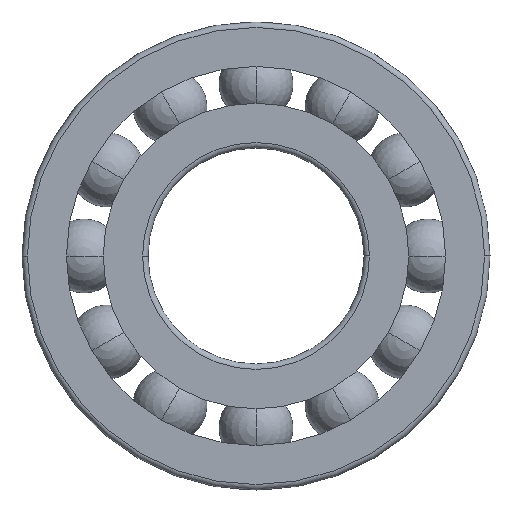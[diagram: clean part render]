
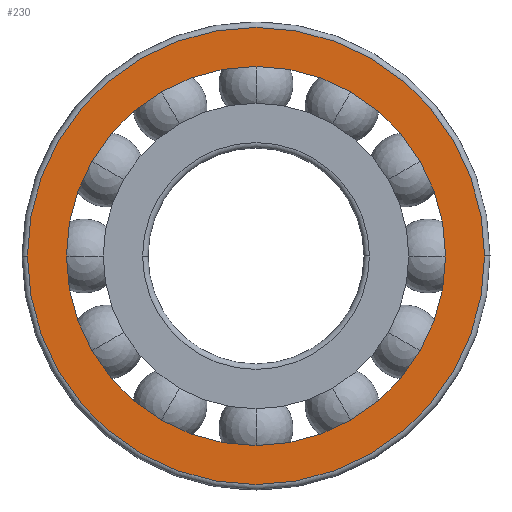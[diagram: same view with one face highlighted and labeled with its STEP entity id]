
A CAD part, left-side view. The second image highlights one B-rep face of the part: STEP entity #230.
In plain terms, the highlighted planar face has unit normal (-1, 0, 0).
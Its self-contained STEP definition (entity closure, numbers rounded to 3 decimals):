
#230=ADVANCED_FACE('',(#483,#484),#485,.T.);
#483=FACE_OUTER_BOUND('',#780,.T.);
#484=FACE_BOUND('',#781,.T.);
#485=PLANE('',#782);
#780=EDGE_LOOP('',(#1333,#1334));
#781=EDGE_LOOP('',(#1335,#1336));
#782=AXIS2_PLACEMENT_3D('',#1337,#1338,#1339);
#1333=ORIENTED_EDGE('',*,*,#1613,.F.);
#1334=ORIENTED_EDGE('',*,*,#1665,.F.);
#1335=ORIENTED_EDGE('',*,*,#1672,.T.);
#1336=ORIENTED_EDGE('',*,*,#1582,.T.);
#1337=CARTESIAN_POINT('',(0.0,0.,116.15));
#1338=DIRECTION('',(-1.0,-0.0,0.0));
#1339=DIRECTION('',(0.0,0.0,1.0));
#1582=EDGE_CURVE('',#1870,#1867,#1871,.T.);
#1613=EDGE_CURVE('',#1920,#1923,#1924,.T.);
#1665=EDGE_CURVE('',#1923,#1920,#1995,.T.);
#1672=EDGE_CURVE('',#1867,#1870,#2002,.T.);
#1867=VERTEX_POINT('',#2229);
#1870=VERTEX_POINT('',#2233);
#1871=CIRCLE('',#2234,105.3);
#1920=VERTEX_POINT('',#2335);
#1923=VERTEX_POINT('',#2338);
#1924=CIRCLE('',#2339,127.0);
#1995=CIRCLE('',#2507,127.0);
#2002=CIRCLE('',#2514,105.3);
#2229=CARTESIAN_POINT('',(0.0,0.,105.3));
#2233=CARTESIAN_POINT('',(0.0,0.,-105.3));
#2234=AXIS2_PLACEMENT_3D('',#2783,#2784,#2785);
#2335=CARTESIAN_POINT('',(0.0,127.0,0.));
#2338=CARTESIAN_POINT('',(0.0,-127.0,0.));
#2339=AXIS2_PLACEMENT_3D('',#2838,#2839,#2840);
#2507=AXIS2_PLACEMENT_3D('',#2905,#2906,#2907);
#2514=AXIS2_PLACEMENT_3D('',#2911,#2912,#2913);
#2783=CARTESIAN_POINT('',(0.0,0.0,0.0));
#2784=DIRECTION('',(1.0,0.0,-0.0));
#2785=DIRECTION('',(0.0,0.,1.0));
#2838=CARTESIAN_POINT('',(0.0,0.0,0.0));
#2839=DIRECTION('',(1.0,0.0,-0.0));
#2840=DIRECTION('',(0.0,0.,1.0));
#2905=CARTESIAN_POINT('',(0.0,0.0,0.0));
#2906=DIRECTION('',(1.0,0.0,-0.0));
#2907=DIRECTION('',(0.0,0.,1.0));
#2911=CARTESIAN_POINT('',(0.0,0.0,0.0));
#2912=DIRECTION('',(1.0,0.0,-0.0));
#2913=DIRECTION('',(0.0,0.,1.0));
